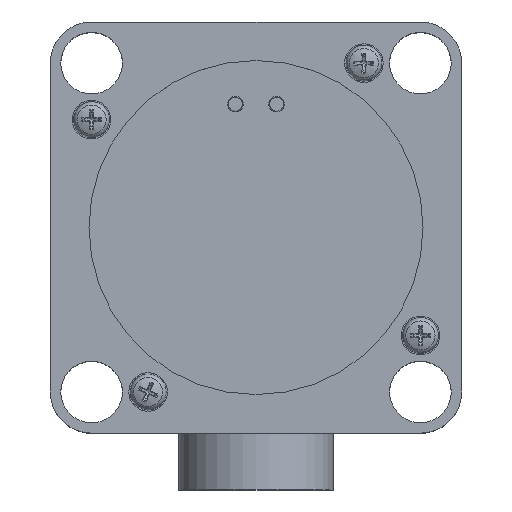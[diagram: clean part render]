
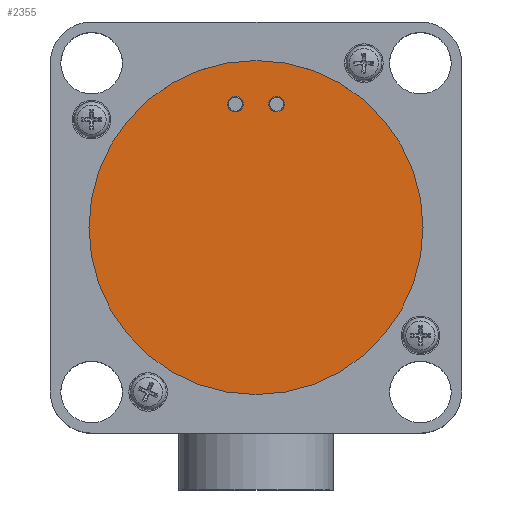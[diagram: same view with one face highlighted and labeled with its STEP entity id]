
A CAD part, top view. The second image highlights one B-rep face of the part: STEP entity #2355.
In plain terms, the highlighted planar face has unit normal (0, 0, 1).
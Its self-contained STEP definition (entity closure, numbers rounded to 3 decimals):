
#364=PLANE('',#2567);
#433=FACE_BOUND('',#690,.T.);
#434=FACE_BOUND('',#691,.T.);
#528=FACE_OUTER_BOUND('',#689,.T.);
#689=EDGE_LOOP('',(#1760));
#690=EDGE_LOOP('',(#1761));
#691=EDGE_LOOP('',(#1762));
#845=CIRCLE('',#2542,1.5);
#846=CIRCLE('',#2545,1.5);
#857=CIRCLE('',#2565,32.5);
#1020=VERTEX_POINT('',#4039);
#1022=VERTEX_POINT('',#4044);
#1033=VERTEX_POINT('',#4075);
#1289=EDGE_CURVE('',#1020,#1020,#845,.T.);
#1291=EDGE_CURVE('',#1022,#1022,#846,.T.);
#1302=EDGE_CURVE('',#1033,#1033,#857,.T.);
#1760=ORIENTED_EDGE('',*,*,#1302,.T.);
#1761=ORIENTED_EDGE('',*,*,#1289,.T.);
#1762=ORIENTED_EDGE('',*,*,#1291,.T.);
#2355=ADVANCED_FACE('',(#528,#433,#434),#364,.F.);
#2542=AXIS2_PLACEMENT_3D('',#4040,#2959,#2960);
#2545=AXIS2_PLACEMENT_3D('',#4045,#2965,#2966);
#2565=AXIS2_PLACEMENT_3D('',#4076,#3005,#3006);
#2567=AXIS2_PLACEMENT_3D('',#4079,#3009,#3010);
#2959=DIRECTION('center_axis',(0.,0.,
-1.));
#2960=DIRECTION('ref_axis',(-1.,0.,0.));
#2965=DIRECTION('center_axis',(0.,0.,
-1.));
#2966=DIRECTION('ref_axis',(-1.,0.,0.));
#3005=DIRECTION('center_axis',(0.,0.,
1.));
#3006=DIRECTION('ref_axis',(1.,0.,0.));
#3009=DIRECTION('center_axis',(0.,0.,
-1.));
#3010=DIRECTION('ref_axis',(1.,0.,0.));
#4039=CARTESIAN_POINT('',(-5.5,24.,39.5));
#4040=CARTESIAN_POINT('Origin',(-4.,24.,39.5));
#4044=CARTESIAN_POINT('',(2.5,24.,39.5));
#4045=CARTESIAN_POINT('Origin',(4.,24.,39.5));
#4075=CARTESIAN_POINT('',(-32.5,0.,39.5));
#4076=CARTESIAN_POINT('Origin',(0.,0.,
39.5));
#4079=CARTESIAN_POINT('Origin',(0.,0.,
39.5));
